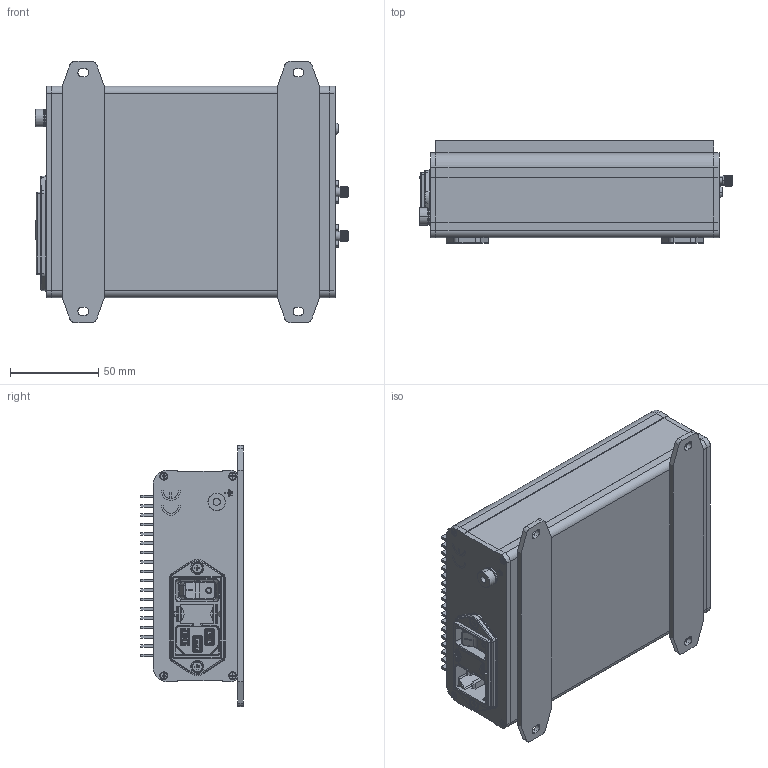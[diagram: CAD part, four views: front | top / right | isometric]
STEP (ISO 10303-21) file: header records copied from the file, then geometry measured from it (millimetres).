
FILE_DESCRIPTION (( 'STEP AP214' ), '1' );
FILE_NAME ('FMAM63025_3D.step', '2023-06-12T18:41:06', ( '' ), ( '' ), 'SwSTEP 2.0', 'SolidWorks 2022', '' );
FILE_SCHEMA (( 'AUTOMOTIVE_DESIGN' ));
Length unit declared in the file: millimetre
Products named in the file (10): PE15A63025_chassis^FMAM63025; PE45602 2.92mm FEMALE^FMAM63025; countersunk flat head cross recess screw_din_DIN EN ISO 7046-1 - M2 x 12 - Z - 12N; PE15A63025_mtg strip^FMAM63025; pwr entry mod schurter DD14-XXXXX-1XX11-1100^FMAM63025; countersunk flat head cross recess screw_din_DIN EN ISO 7046-1 - M3 x 10 - Z - 10N; socket head cap screw 4762_din_EN ISO 4762 M2 x 4 - 4N; ESD LABEL^FMAM63025; Logo Label - an Infinite brand^FMAM63025_Fairview; FMAM63025_3D
Assembly tree (26 placements, depth 2):
  FMAM63025_3D
    PE15A63025_chassis^FMAM63025
    PE15A63025_mtg strip^FMAM63025  x2
    countersunk flat head cross recess screw_din_DIN EN ISO 7046-1 - M2 x 12 - Z - 12N  x12
    PE45602 2.92mm FEMALE^FMAM63025  x2
    pwr entry mod schurter DD14-XXXXX-1XX11-1100^FMAM63025
    countersunk flat head cross recess screw_din_DIN EN ISO 7046-1 - M3 x 10 - Z - 10N  x2
    Logo Label - an Infinite brand^FMAM63025_Fairview
    ESD LABEL^FMAM63025
    socket head cap screw 4762_din_EN ISO 4762 M2 x 4 - 4N  x4
Bounding box: 177.8 x 58 x 148 mm (x, y, z)
Volume: 412745.5 mm3; surface area: 209542.1 mm2
Topology: 30 solids, 32 shells, 3081 faces, 7918 edges, 5028 vertices
Faces by surface type: plane 1798, cylinder 471, bspline 412, cone 308, torus 80, sphere 12
Entity records: 99796 total; most frequent: CARTESIAN_POINT 28180, ORIENTED_EDGE 12472, DIRECTION 10155, EDGE_CURVE 6236, LINE 4411, VECTOR 4411, VERTEX_POINT 4054, AXIS2_PLACEMENT_3D 2872
